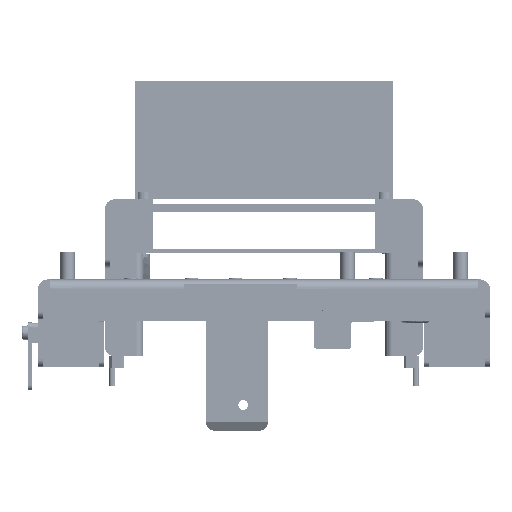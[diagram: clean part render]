
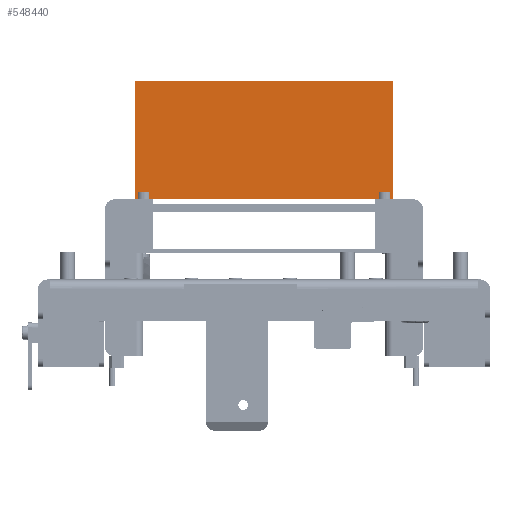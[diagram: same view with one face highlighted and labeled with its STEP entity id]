
A CAD part, left-side view. The second image highlights one B-rep face of the part: STEP entity #548440.
In plain terms, the highlighted planar face has unit normal (-1, 0, 0).
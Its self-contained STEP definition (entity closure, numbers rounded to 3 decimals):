
#59852 = LINE ( 'NONE', #139116, #176811 ) ;
#62982 = EDGE_CURVE ( 'NONE', #189215, #421877, #416583, .T. ) ;
#64894 = ORIENTED_EDGE ( 'NONE', *, *, #305956, .T. ) ;
#77544 = VECTOR ( 'NONE', #212074, 1000. ) ;
#98724 = DIRECTION ( 'NONE',  ( 0., 0., 1. ) ) ;
#109320 = DIRECTION ( 'NONE',  ( 0., 0., 1. ) ) ;
#119845 = CARTESIAN_POINT ( 'NONE',  ( -216., 0., 82.6 ) ) ;
#120889 = VECTOR ( 'NONE', #541414, 1000. ) ;
#139116 = CARTESIAN_POINT ( 'NONE',  ( -216., -52.5, 34.6 ) ) ;
#148517 = LINE ( 'NONE', #451132, #120889 ) ;
#151691 = PLANE ( 'NONE',  #415719 ) ;
#176811 = VECTOR ( 'NONE', #98724, 1000. ) ;
#189215 = VERTEX_POINT ( 'NONE', #320927 ) ;
#194414 = LINE ( 'NONE', #119845, #77544 ) ;
#195822 = DIRECTION ( 'NONE',  ( -1., 0., 0. ) ) ;
#212074 = DIRECTION ( 'NONE',  ( 0., 1., 0. ) ) ;
#238668 = FACE_OUTER_BOUND ( 'NONE', #435088, .T. ) ;
#242221 = ORIENTED_EDGE ( 'NONE', *, *, #295646, .T. ) ;
#246388 = VERTEX_POINT ( 'NONE', #290720 ) ;
#290720 = CARTESIAN_POINT ( 'NONE',  ( -216., -52.5, 82.6 ) ) ;
#295646 = EDGE_CURVE ( 'NONE', #246388, #413387, #194414, .T. ) ;
#305956 = EDGE_CURVE ( 'NONE', #189215, #246388, #59852, .T. ) ;
#309861 = ORIENTED_EDGE ( 'NONE', *, *, #445347, .F. ) ;
#320927 = CARTESIAN_POINT ( 'NONE',  ( -216., -52.5, 34.6 ) ) ;
#335754 = CARTESIAN_POINT ( 'NONE',  ( -216., 52.5, 34.6 ) ) ;
#348779 = ORIENTED_EDGE ( 'NONE', *, *, #62982, .F. ) ;
#413387 = VERTEX_POINT ( 'NONE', #455609 ) ;
#415719 = AXIS2_PLACEMENT_3D ( 'NONE', #458736, #195822, #109320 ) ;
#416583 = LINE ( 'NONE', #524784, #547218 ) ;
#421877 = VERTEX_POINT ( 'NONE', #335754 ) ;
#435088 = EDGE_LOOP ( 'NONE', ( #309861, #348779, #64894, #242221 ) ) ;
#445347 = EDGE_CURVE ( 'NONE', #421877, #413387, #148517, .T. ) ;
#451132 = CARTESIAN_POINT ( 'NONE',  ( -216., 52.5, 82.6 ) ) ;
#455609 = CARTESIAN_POINT ( 'NONE',  ( -216., 52.5, 82.6 ) ) ;
#458736 = CARTESIAN_POINT ( 'NONE',  ( -216., 0., 34.6 ) ) ;
#524784 = CARTESIAN_POINT ( 'NONE',  ( -216., 52.5, 34.6 ) ) ;
#541414 = DIRECTION ( 'NONE',  ( 0., 0., 1. ) ) ;
#547218 = VECTOR ( 'NONE', #568979, 1000. ) ;
#548440 = ADVANCED_FACE ( 'NONE', ( #238668 ), #151691, .T. ) ;
#568979 = DIRECTION ( 'NONE',  ( 0., 1., 0. ) ) ;
